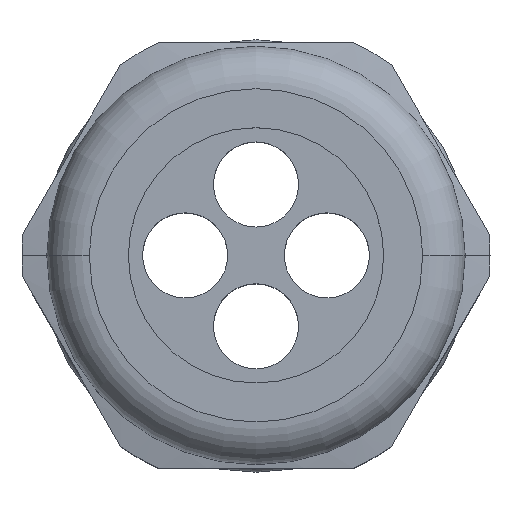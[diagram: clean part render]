
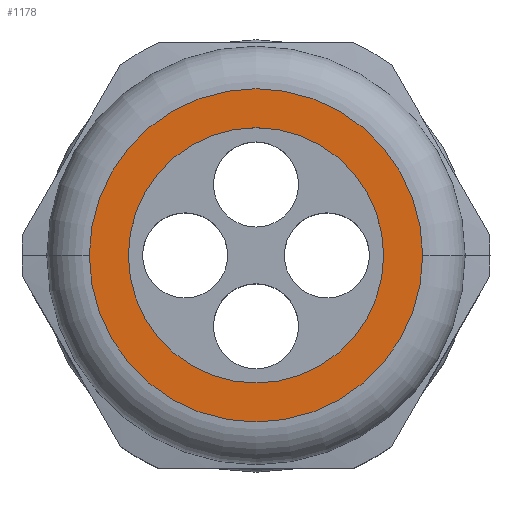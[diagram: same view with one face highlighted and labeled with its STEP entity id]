
A CAD part, top view. The second image highlights one B-rep face of the part: STEP entity #1178.
In plain terms, the highlighted planar face has unit normal (0, 0, 1).
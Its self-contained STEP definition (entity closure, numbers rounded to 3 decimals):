
#125 = CARTESIAN_POINT ( 'NONE',  ( 0., 0., 33. ) ) ;
#126 = DIRECTION ( 'NONE',  ( 0., 0., 1. ) ) ;
#127 = DIRECTION ( 'NONE',  ( 1., 0., 0. ) ) ;
#395 = AXIS2_PLACEMENT_3D ( 'NONE', #125, #126, #127 ) ;
#557 = DIRECTION ( 'NONE',  ( 1., 0., 0. ) ) ;
#558 = DIRECTION ( 'NONE',  ( 0., 0., 1. ) ) ;
#559 = CARTESIAN_POINT ( 'NONE',  ( 0., 0., 33. ) ) ;
#560 = PLANE ( 'NONE',  #1774 ) ;
#615 = CARTESIAN_POINT ( 'NONE',  ( -9., 0., 33. ) ) ;
#616 = CARTESIAN_POINT ( 'NONE',  ( 9., 0., 33. ) ) ;
#619 = CARTESIAN_POINT ( 'NONE',  ( -11.75, 0., 33. ) ) ;
#620 = CARTESIAN_POINT ( 'NONE',  ( 11.75, 0., 33. ) ) ;
#840 = VERTEX_POINT ( 'NONE', #620 ) ;
#841 = VERTEX_POINT ( 'NONE', #619 ) ;
#844 = VERTEX_POINT ( 'NONE', #616 ) ;
#845 = VERTEX_POINT ( 'NONE', #615 ) ;
#946 = ORIENTED_EDGE ( 'NONE', *, *, #1844, .T. ) ;
#947 = ORIENTED_EDGE ( 'NONE', *, *, #1837, .F. ) ;
#949 = ORIENTED_EDGE ( 'NONE', *, *, #1845, .F. ) ;
#950 = ORIENTED_EDGE ( 'NONE', *, *, #1940, .T. ) ;
#1074 = EDGE_LOOP ( 'NONE', ( #949, #947 ) ) ;
#1075 = EDGE_LOOP ( 'NONE', ( #950, #946 ) ) ;
#1178 = ADVANCED_FACE ( 'NONE', ( #1767, #1772 ), #560, .T. ) ;
#1187 = CIRCLE ( 'NONE', #1713, 9. ) ;
#1189 = CIRCLE ( 'NONE', #1688, 11.75 ) ;
#1304 = CIRCLE ( 'NONE', #395, 11.75 ) ;
#1330 = CIRCLE ( 'NONE', #1605, 9. ) ;
#1535 = DIRECTION ( 'NONE',  ( 1., 0., 0. ) ) ;
#1536 = DIRECTION ( 'NONE',  ( 0., 0., 1. ) ) ;
#1537 = CARTESIAN_POINT ( 'NONE',  ( 0., 0., 33. ) ) ;
#1538 = DIRECTION ( 'NONE',  ( 1., 0., 0. ) ) ;
#1539 = DIRECTION ( 'NONE',  ( 0., 0., 1. ) ) ;
#1540 = CARTESIAN_POINT ( 'NONE',  ( 0., 0., 33. ) ) ;
#1559 = DIRECTION ( 'NONE',  ( 1., 0., 0. ) ) ;
#1560 = DIRECTION ( 'NONE',  ( 0., 0., 1. ) ) ;
#1561 = CARTESIAN_POINT ( 'NONE',  ( 0., 0., 33. ) ) ;
#1605 = AXIS2_PLACEMENT_3D ( 'NONE', #1561, #1560, #1559 ) ;
#1688 = AXIS2_PLACEMENT_3D ( 'NONE', #1540, #1539, #1538 ) ;
#1713 = AXIS2_PLACEMENT_3D ( 'NONE', #1537, #1536, #1535 ) ;
#1767 = FACE_BOUND ( 'NONE', #1074, .T. ) ;
#1772 = FACE_OUTER_BOUND ( 'NONE', #1075, .T. ) ;
#1774 = AXIS2_PLACEMENT_3D ( 'NONE', #559, #558, #557 ) ;
#1837 = EDGE_CURVE ( 'NONE', #845, #844, #1330, .T. ) ;
#1844 = EDGE_CURVE ( 'NONE', #841, #840, #1189, .T. ) ;
#1845 = EDGE_CURVE ( 'NONE', #844, #845, #1187, .T. ) ;
#1940 = EDGE_CURVE ( 'NONE', #840, #841, #1304, .T. ) ;
